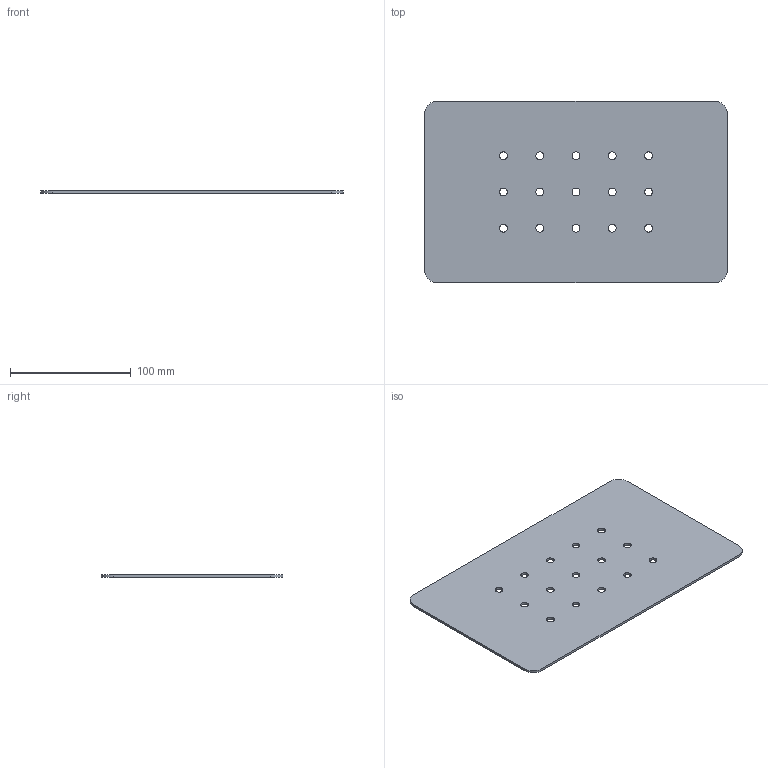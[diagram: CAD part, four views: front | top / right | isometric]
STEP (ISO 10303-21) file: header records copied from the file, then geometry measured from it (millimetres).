
FILE_DESCRIPTION(/* description */ ('STEP AP214'),/* implementation_level */ '2;1');
FILE_NAME(/* name */ '68b958d705d847f216eca1cd',/* time_stamp */ '2025-09-04T09:16:07Z',/* author */ (''),/* organization */ (''),/* preprocessor_version */ 'ST-DEVELOPER v20',/* originating_system */ 'ONSHAPE BY PTC INC, 1.203',/* authorisation */ ' ');
FILE_SCHEMA (('AUTOMOTIVE_DESIGN {1 0 10303 214 3 1 1}'));
Length unit declared in the file: metre
Products named in the file (1): Part 1
Bounding box: 250 x 150 x 2 mm (x, y, z)
Volume: 73832.8 mm3; surface area: 76011.1 mm2
Topology: 1 solids, 1 shells, 25 faces, 69 edges, 46 vertices
Faces by surface type: cylinder 19, plane 6
Full cylindrical faces by diameter (mm): 6.5 x15
Entity records: 836 total; most frequent: DIRECTION 144, CARTESIAN_POINT 126, ORIENTED_EDGE 108, EDGE_LOOP 70, FACE_BOUND 70, AXIS2_PLACEMENT_3D 64, EDGE_CURVE 54, VERTEX_POINT 46
